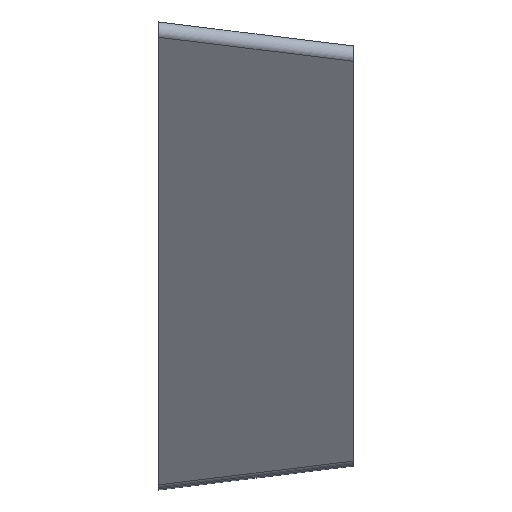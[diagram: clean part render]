
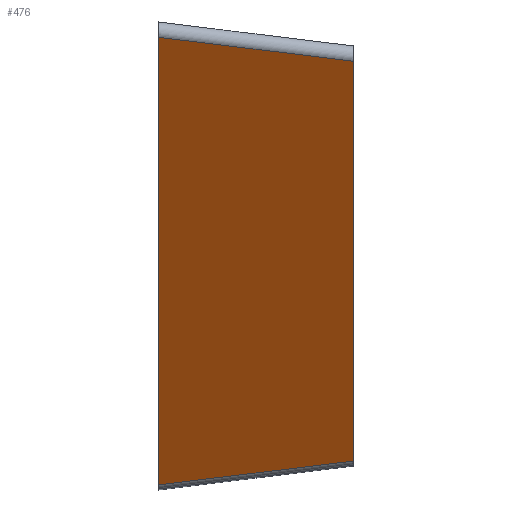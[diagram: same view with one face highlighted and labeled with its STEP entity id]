
A CAD part, top view. The second image highlights one B-rep face of the part: STEP entity #476.
In plain terms, the highlighted planar face has unit normal (0.122, -0.569, 0.813).
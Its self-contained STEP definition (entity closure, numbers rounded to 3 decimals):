
#84=CARTESIAN_POINT('',(0.,9.208,18.069));
#95=DIRECTION('',(0.,-0.819,-0.574));
#96=VECTOR('',#95,11.137);
#97=CARTESIAN_POINT('',(0.,9.208,18.069));
#98=LINE('',#97,#96);
#105=CARTESIAN_POINT('',(0.,0.085,11.681));
#154=DIRECTION('',(-0.991,-0.122,0.063));
#155=VECTOR('',#154,4.008);
#156=CARTESIAN_POINT('',(3.97,0.572,11.427));
#157=LINE('',#156,#155);
#161=DIRECTION('',(-0.966,0.119,0.228));
#162=VECTOR('',#161,4.108);
#163=CARTESIAN_POINT('',(3.97,8.72,17.133));
#164=LINE('',#163,#162);
#168=DIRECTION('',(0.,0.819,0.574));
#169=VECTOR('',#168,9.947);
#170=CARTESIAN_POINT('',(3.97,0.572,11.427));
#171=LINE('',#170,#169);
#228=CARTESIAN_POINT('',(3.97,8.72,17.133));
#369=VERTEX_POINT('',#105);
#370=CARTESIAN_POINT('',(3.97,0.572,11.427));
#371=VERTEX_POINT('',#370);
#373=VERTEX_POINT('',#84);
#377=VERTEX_POINT('',#228);
#463=CARTESIAN_POINT('',(0.,0.,11.622));
#464=DIRECTION('',(0.122,-0.569,0.813));
#465=DIRECTION('',(0.,-0.819,-0.574));
#466=AXIS2_PLACEMENT_3D('',#463,#464,#465);
#467=PLANE('',#466);
#468=ORIENTED_EDGE('',*,*,#455,.T.);
#469=ORIENTED_EDGE('',*,*,#398,.F.);
#471=ORIENTED_EDGE('',*,*,#470,.F.);
#473=ORIENTED_EDGE('',*,*,#472,.F.);
#474=EDGE_LOOP('',(#468,#469,#471,#473));
#475=FACE_OUTER_BOUND('',#474,.F.);
#398=EDGE_CURVE('',#373,#369,#98,.T.);
#455=EDGE_CURVE('',#371,#369,#157,.T.);
#470=EDGE_CURVE('',#377,#373,#164,.T.);
#472=EDGE_CURVE('',#371,#377,#171,.T.);
#476=ADVANCED_FACE('',(#475),#467,.T.);
